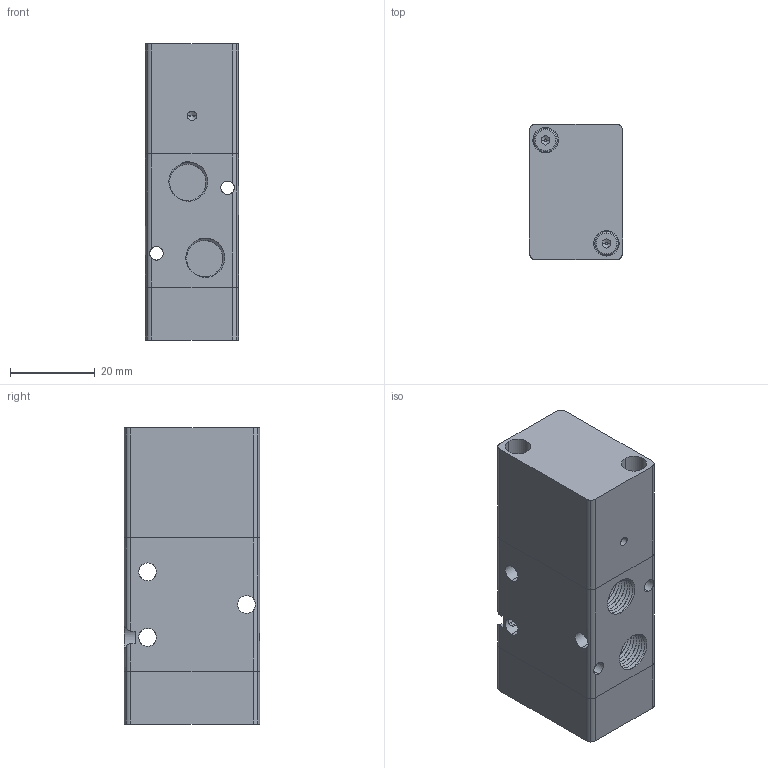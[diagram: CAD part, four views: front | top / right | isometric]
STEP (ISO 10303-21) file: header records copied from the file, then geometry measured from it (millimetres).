
FILE_DESCRIPTION((''),'2;1');
FILE_NAME('00_022_4.stp','2003-01-01T17:34:18',('Branislav Petkovic'),('AZ Pneumatica'),'AutoCAD STEP 2000i','AutoCAD 2000i','Via J. F. Kennedy, 26, 20020 Misinto (MI), ITALY');
FILE_SCHEMA(('CONFIG_CONTROL_DESIGN'));
Length unit declared in the file: millimetre
Products named in the file (7): 00_022_4; 321 TELO; PART1; X21 OPRUGA; PART2; X21 PNEUMATIKA; PART2A
Assembly tree (6 placements, depth 3):
  00_022_4
    321 TELO
      PART1
    X21 OPRUGA
      PART2
    X21 PNEUMATIKA
      PART2A
Bounding box: 22 x 32 x 70 mm (x, y, z)
Surface area: 15283.2 mm2 (no closed solid volume)
Topology: 0 solids, 3 shells, 256 faces, 713 edges, 474 vertices
Faces by surface type: cylinder 169, plane 61, bspline 16, cone 10
Entity records: 20281 total; most frequent: CARTESIAN_POINT 13966, ORIENTED_EDGE 1422, DIRECTION 1105, EDGE_CURVE 711, VERTEX_POINT 474, AXIS2_PLACEMENT_3D 418, EDGE_LOOP 283, VECTOR 269
